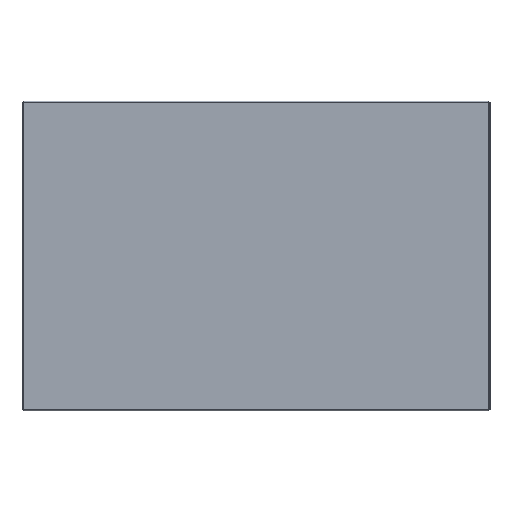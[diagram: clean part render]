
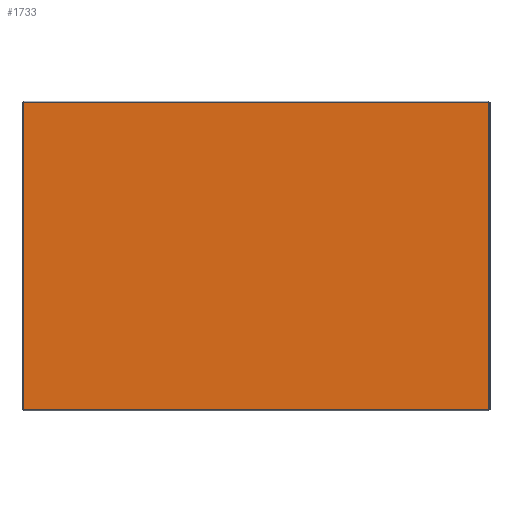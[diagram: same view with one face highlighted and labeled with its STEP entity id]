
A CAD part, front view. The second image highlights one B-rep face of the part: STEP entity #1733.
In plain terms, the highlighted planar face has unit normal (0, -1, 0).
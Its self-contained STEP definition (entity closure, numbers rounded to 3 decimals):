
#44 = CARTESIAN_POINT ( 'NONE',  ( 450.8, -1.2, -297.8 ) ) ;
#82 = DIRECTION ( 'NONE',  ( 1., 0., 0. ) ) ;
#97 = CARTESIAN_POINT ( 'NONE',  ( -450.8, -1.2, -297.8 ) ) ;
#125 = DIRECTION ( 'NONE',  ( 0., 1., 0. ) ) ;
#155 = EDGE_CURVE ( 'NONE', #1376, #2154, #1328, .T. ) ;
#206 = VECTOR ( 'NONE', #1678, 1000. ) ;
#352 = DIRECTION ( 'NONE',  ( 0., 0., 1. ) ) ;
#434 = DIRECTION ( 'NONE',  ( 0., 0., -1. ) ) ;
#498 = ORIENTED_EDGE ( 'NONE', *, *, #155, .F. ) ;
#589 = PLANE ( 'NONE',  #2793 ) ;
#705 = DIRECTION ( 'NONE',  ( -1., 0., 0. ) ) ;
#725 = EDGE_LOOP ( 'NONE', ( #498, #1456, #1817, #1643 ) ) ;
#1055 = CARTESIAN_POINT ( 'NONE',  ( 0., -1.2, 0. ) ) ;
#1158 = VECTOR ( 'NONE', #82, 1000. ) ;
#1206 = EDGE_CURVE ( 'NONE', #2154, #2555, #1792, .T. ) ;
#1217 = EDGE_CURVE ( 'NONE', #2039, #1376, #2199, .T. ) ;
#1328 = LINE ( 'NONE', #1506, #1980 ) ;
#1376 = VERTEX_POINT ( 'NONE', #2328 ) ;
#1400 = FACE_OUTER_BOUND ( 'NONE', #725, .T. ) ;
#1456 = ORIENTED_EDGE ( 'NONE', *, *, #1217, .F. ) ;
#1506 = CARTESIAN_POINT ( 'NONE',  ( 450.8, -1.2, 297.8 ) ) ;
#1619 = CARTESIAN_POINT ( 'NONE',  ( -450.8, -1.2, 297.8 ) ) ;
#1643 = ORIENTED_EDGE ( 'NONE', *, *, #1206, .F. ) ;
#1678 = DIRECTION ( 'NONE',  ( 0., 0., 1. ) ) ;
#1727 = LINE ( 'NONE', #97, #206 ) ;
#1733 = ADVANCED_FACE ( 'NONE', ( #1400 ), #589, .F. ) ;
#1792 = LINE ( 'NONE', #2066, #1933 ) ;
#1817 = ORIENTED_EDGE ( 'NONE', *, *, #2941, .F. ) ;
#1933 = VECTOR ( 'NONE', #705, 1000. ) ;
#1980 = VECTOR ( 'NONE', #434, 1000. ) ;
#2031 = CARTESIAN_POINT ( 'NONE',  ( -450.8, -1.2, -297.8 ) ) ;
#2039 = VERTEX_POINT ( 'NONE', #1619 ) ;
#2066 = CARTESIAN_POINT ( 'NONE',  ( 453., -1.2, -297.8 ) ) ;
#2154 = VERTEX_POINT ( 'NONE', #44 ) ;
#2199 = LINE ( 'NONE', #2520, #1158 ) ;
#2328 = CARTESIAN_POINT ( 'NONE',  ( 450.8, -1.2, 297.8 ) ) ;
#2520 = CARTESIAN_POINT ( 'NONE',  ( 453., -1.2, 297.8 ) ) ;
#2555 = VERTEX_POINT ( 'NONE', #2031 ) ;
#2793 = AXIS2_PLACEMENT_3D ( 'NONE', #1055, #125, #352 ) ;
#2941 = EDGE_CURVE ( 'NONE', #2555, #2039, #1727, .T. ) ;
